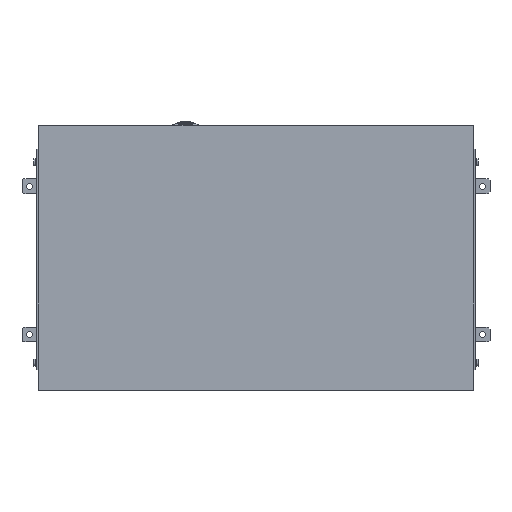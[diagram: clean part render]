
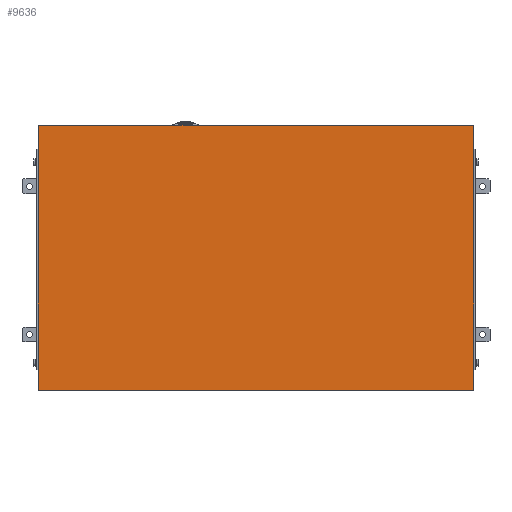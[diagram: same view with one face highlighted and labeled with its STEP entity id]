
A CAD part, top view. The second image highlights one B-rep face of the part: STEP entity #9636.
In plain terms, the highlighted planar face has unit normal (0, 0, 1).
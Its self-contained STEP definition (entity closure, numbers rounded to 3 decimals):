
#7685 = VERTEX_POINT('',#7686);
#7686 = CARTESIAN_POINT('',(80.8,143.,9.5));
#8422 = EDGE_CURVE('',#7685,#8423,#8425,.T.);
#8423 = VERTEX_POINT('',#8424);
#8424 = CARTESIAN_POINT('',(95.8,143.,9.5));
#8425 = LINE('',#8426,#8427);
#8426 = CARTESIAN_POINT('',(80.8,143.,9.5));
#8427 = VECTOR('',#8428,1.);
#8428 = DIRECTION('',(1.,0.,0.));
#8768 = EDGE_CURVE('',#8423,#8769,#8771,.T.);
#8769 = VERTEX_POINT('',#8770);
#8770 = CARTESIAN_POINT('',(243.8,143.,9.5));
#8771 = LINE('',#8772,#8773);
#8772 = CARTESIAN_POINT('',(95.8,143.,9.5));
#8773 = VECTOR('',#8774,1.);
#8774 = DIRECTION('',(1.,0.,0.));
#8841 = VERTEX_POINT('',#8842);
#8842 = CARTESIAN_POINT('',(8.8,143.,9.5));
#8848 = EDGE_CURVE('',#7685,#8841,#8849,.T.);
#8849 = LINE('',#8850,#8851);
#8850 = CARTESIAN_POINT('',(80.8,143.,9.5));
#8851 = VECTOR('',#8852,1.);
#8852 = DIRECTION('',(-1.,0.,0.));
#8866 = VERTEX_POINT('',#8867);
#8867 = CARTESIAN_POINT('',(8.8,0.,9.5));
#8873 = EDGE_CURVE('',#8866,#8841,#8874,.T.);
#8874 = LINE('',#8875,#8876);
#8875 = CARTESIAN_POINT('',(8.8,0.,9.5));
#8876 = VECTOR('',#8877,1.);
#8877 = DIRECTION('',(0.,1.,0.));
#8979 = VERTEX_POINT('',#8980);
#8980 = CARTESIAN_POINT('',(243.8,0.,9.5));
#8986 = EDGE_CURVE('',#8866,#8979,#8987,.T.);
#8987 = LINE('',#8988,#8989);
#8988 = CARTESIAN_POINT('',(8.8,0.,9.5));
#8989 = VECTOR('',#8990,1.);
#8990 = DIRECTION('',(1.,0.,0.));
#9617 = EDGE_CURVE('',#8769,#8979,#9618,.T.);
#9618 = LINE('',#9619,#9620);
#9619 = CARTESIAN_POINT('',(243.8,143.,9.5));
#9620 = VECTOR('',#9621,1.);
#9621 = DIRECTION('',(0.,-1.,0.));
#9636 = ADVANCED_FACE('',(#9637),#9645,.T.);
#9637 = FACE_BOUND('',#9638,.T.);
#9638 = EDGE_LOOP('',(#9639,#9640,#9641,#9642,#9643,#9644));
#9639 = ORIENTED_EDGE('',*,*,#8873,.F.);
#9640 = ORIENTED_EDGE('',*,*,#8986,.T.);
#9641 = ORIENTED_EDGE('',*,*,#9617,.F.);
#9642 = ORIENTED_EDGE('',*,*,#8768,.F.);
#9643 = ORIENTED_EDGE('',*,*,#8422,.F.);
#9644 = ORIENTED_EDGE('',*,*,#8848,.T.);
#9645 = PLANE('',#9646);
#9646 = AXIS2_PLACEMENT_3D('',#9647,#9648,#9649);
#9647 = CARTESIAN_POINT('',(8.8,143.,9.5));
#9648 = DIRECTION('',(0.,0.,1.));
#9649 = DIRECTION('',(0.,1.,0.));
